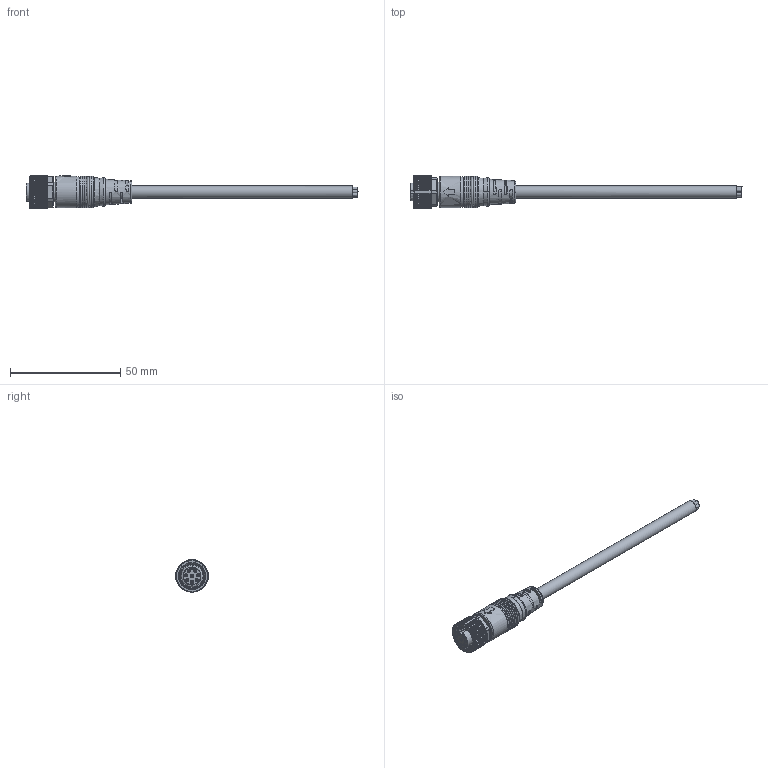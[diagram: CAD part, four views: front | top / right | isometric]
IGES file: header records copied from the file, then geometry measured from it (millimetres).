
Start section: C
Global section: file name: 643622120308.iges; native system: By Siemens PLM Incorporated; preprocessor: XPlus GENERIC/IGES 23.0.61; author: Author; organization: Title; date: 20220916.092158; units: millimetre
Bounding box: 150.3 x 14.77 x 14.95 mm (x, y, z)
Surface area: 10600.9 mm2 (no closed solid volume)
Topology: 0 solids, 0 shells, 962 faces, 5949 edges, 5891 vertices
Faces by surface type: bspline 962
